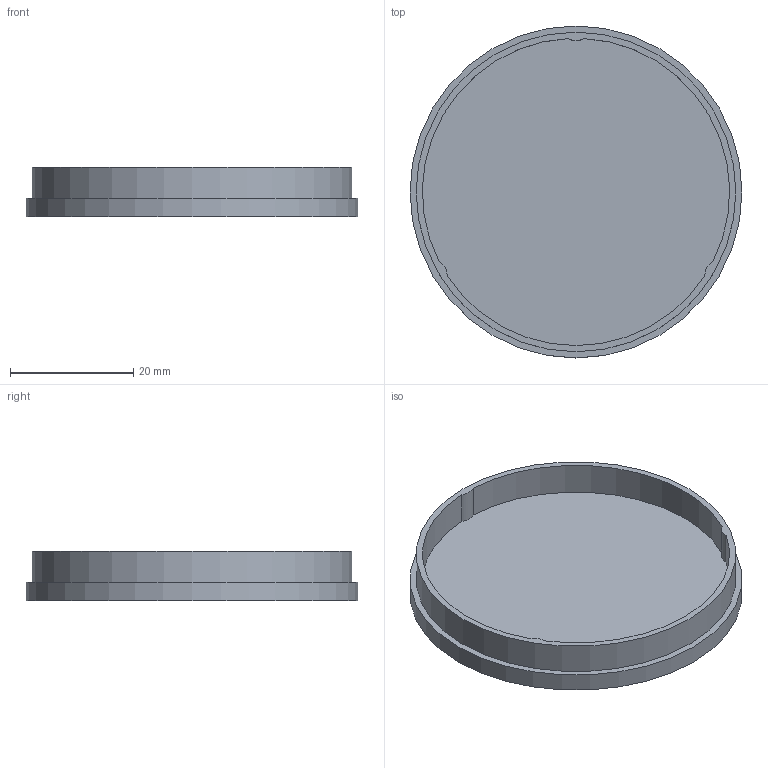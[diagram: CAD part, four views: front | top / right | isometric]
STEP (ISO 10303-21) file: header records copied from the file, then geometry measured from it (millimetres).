
FILE_DESCRIPTION(/* description */ (''),/* implementation_level */ '2;1');
FILE_NAME(/* name */ 'cap of polaroid land camera 180.stp',/* time_stamp */ '2023-12-20T16:51:09+08:00',/* author */ (''),/* organization */ (''),/* preprocessor_version */ 'ST-DEVELOPER v16.7',/* originating_system */ 'SIEMENS PLM Software NX 12.0',/* authorisation */ '');
FILE_SCHEMA (('AUTOMOTIVE_DESIGN { 1 0 10303 214 3 1 1 1 }'));
Length unit declared in the file: millimetre
Products named in the file (1): CatS23C4711Dyf27
Bounding box: 53.8 x 53.8 x 8 mm (x, y, z)
Volume: 5053.4 mm3; surface area: 6953 mm2
Topology: 1 solids, 1 shells, 93 faces, 222 edges, 148 vertices
Faces by surface type: plane 51, extrusion 33, cylinder 9
Full cylindrical faces by diameter (mm): 49.8 x1, 51.8 x1, 53.8 x1
Entity records: 3176 total; most frequent: CARTESIAN_POINT 1226, ORIENTED_EDGE 438, DIRECTION 262, EDGE_CURVE 219, B_SPLINE_CURVE_WITH_KNOTS 163, VERTEX_POINT 148, EDGE_LOOP 113, VECTOR 104
